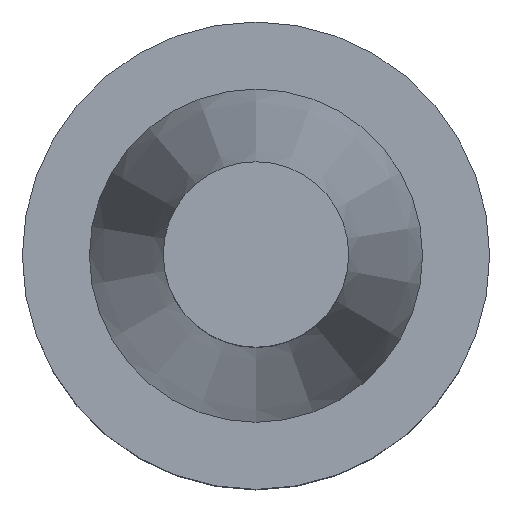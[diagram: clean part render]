
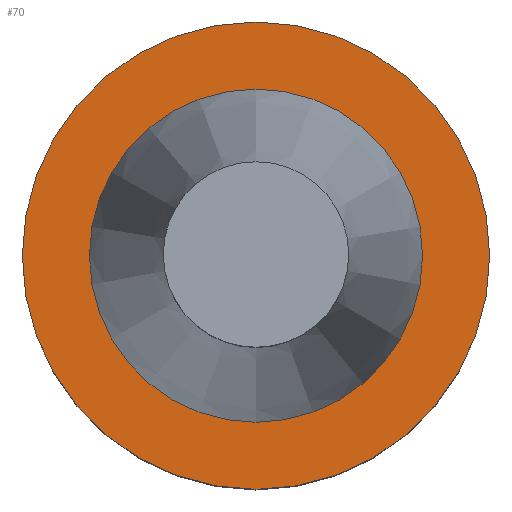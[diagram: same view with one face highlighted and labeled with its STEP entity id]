
A CAD part, top view. The second image highlights one B-rep face of the part: STEP entity #70.
In plain terms, the highlighted planar face has unit normal (0, 0, 1).
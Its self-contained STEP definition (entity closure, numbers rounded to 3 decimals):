
#45=FACE_BOUND('',#97,.T.);
#46=FACE_BOUND('',#98,.T.);
#60=PLANE('',#300);
#70=ADVANCED_FACE('',(#45,#46),#60,.F.);
#97=EDGE_LOOP('',(#156));
#98=EDGE_LOOP('',(#157,#158));
#120=CIRCLE('',#296,22.458);
#121=CIRCLE('',#297,22.458);
#122=CIRCLE('',#299,31.5);
#156=ORIENTED_EDGE('',*,*,#226,.T.);
#157=ORIENTED_EDGE('',*,*,#225,.T.);
#158=ORIENTED_EDGE('',*,*,#223,.T.);
#194=VERTEX_POINT('',#427);
#196=VERTEX_POINT('',#430);
#198=VERTEX_POINT('',#436);
#223=EDGE_CURVE('',#196,#194,#120,.T.);
#225=EDGE_CURVE('',#194,#196,#121,.T.);
#226=EDGE_CURVE('',#198,#198,#122,.T.);
#296=AXIS2_PLACEMENT_3D('',#429,#354,#355);
#297=AXIS2_PLACEMENT_3D('',#433,#357,#358);
#299=AXIS2_PLACEMENT_3D('',#435,#361,#362);
#300=AXIS2_PLACEMENT_3D('',#437,#363,#364);
#354=DIRECTION('',(0.,0.,-1.));
#355=DIRECTION('',(-1.,0.,0.));
#357=DIRECTION('',(0.,0.,-1.));
#358=DIRECTION('',(-1.,0.,0.));
#361=DIRECTION('',(0.,0.,1.));
#362=DIRECTION('',(-1.,0.,0.));
#363=DIRECTION('',(0.,0.,-1.));
#364=DIRECTION('',(0.,1.,0.));
#427=CARTESIAN_POINT('',(0.,22.458,-1.6));
#429=CARTESIAN_POINT('',(0.,0.,-1.6));
#430=CARTESIAN_POINT('',(0.,-22.458,-1.6));
#433=CARTESIAN_POINT('',(0.,0.,-1.6));
#435=CARTESIAN_POINT('',(0.,0.,-1.6));
#436=CARTESIAN_POINT('',(-31.5,0.,-1.6));
#437=CARTESIAN_POINT('',(0.,0.,-1.6));
